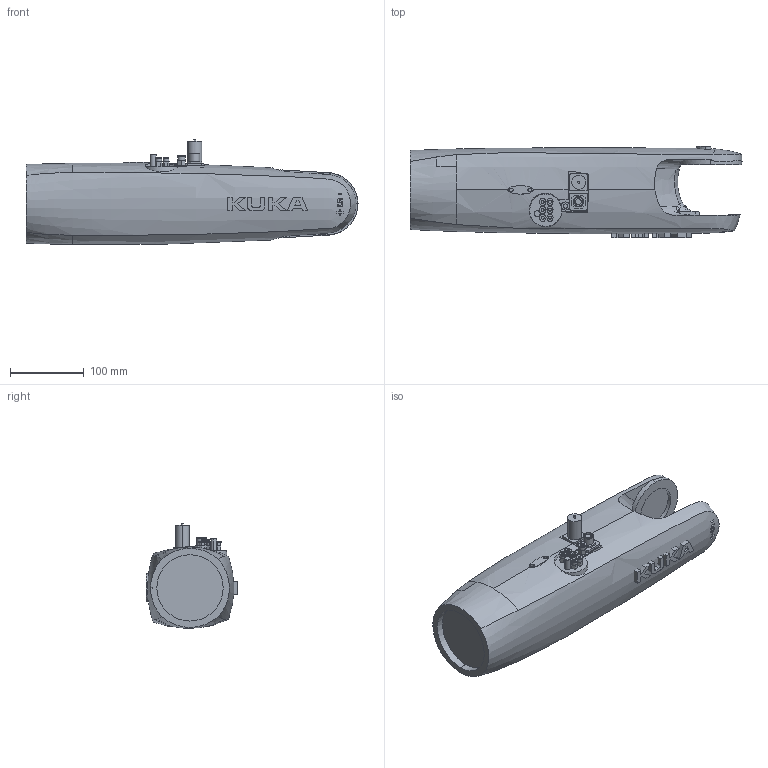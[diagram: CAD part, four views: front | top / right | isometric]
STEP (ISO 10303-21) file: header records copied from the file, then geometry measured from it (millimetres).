
FILE_DESCRIPTION (( 'STEP AP203' ), '1' );
FILE_NAME ('Axis4_Default_sldprt.STEP', '2017-03-29T10:52:13', ( 'Jeffrey Minnaard' ), ( 'HP' ), 'SwSTEP 2.0', 'SolidWorks 2016', '' );
FILE_SCHEMA (( 'CONFIG_CONTROL_DESIGN' ));
Length unit declared in the file: millimetre
Products named in the file (1): Axis4_Default_sldprt
Bounding box: 450.42 x 124.5 x 142.24 mm (x, y, z)
Volume: 4025574.1 mm3; surface area: 205435.3 mm2
Topology: 5 solids, 6 shells, 381 faces, 966 edges, 642 vertices
Faces by surface type: plane 230, cylinder 92, bspline 51, cone 8
Entity records: 23799 total; most frequent: CARTESIAN_POINT 15052, ORIENTED_EDGE 1932, DIRECTION 1529, EDGE_CURVE 966, VERTEX_POINT 642, LINE 515, VECTOR 515, AXIS2_PLACEMENT_3D 507
